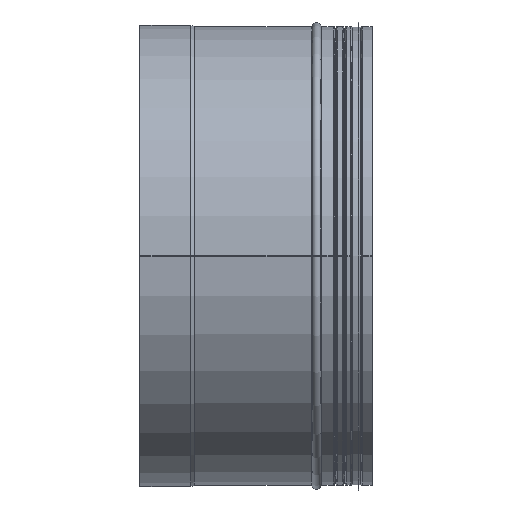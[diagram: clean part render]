
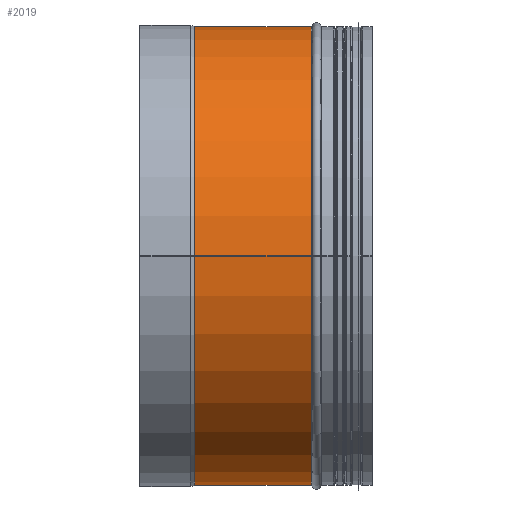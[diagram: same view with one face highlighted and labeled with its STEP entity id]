
A CAD part, left-side view. The second image highlights one B-rep face of the part: STEP entity #2019.
In plain terms, the highlighted cylindrical face has radius 316 mm (diameter 632 mm), a partial arc.
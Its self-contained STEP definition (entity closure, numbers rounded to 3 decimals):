
#175=CIRCLE('',#2245,316.);
#176=CIRCLE('',#2247,316.);
#262=LINE('',#3304,#380);
#279=LINE('',#3355,#397);
#380=VECTOR('',#2491,160.859);
#397=VECTOR('',#2540,160.859);
#531=FACE_BOUND('',#780,.T.);
#638=FACE_OUTER_BOUND('',#779,.T.);
#779=EDGE_LOOP('',(#1580,#1581,#1582,#1583));
#780=EDGE_LOOP('',(#1584));
#870=B_SPLINE_CURVE_WITH_KNOTS('',3,(#3119,#3120,#3121,#3122,#3123,#3124,
#3125,#3126,#3127,#3128,#3129,#3130,#3131,#3132,#3133,#3134,#3135,#3136,
#3137,#3138,#3139,#3140,#3141,#3142,#3143,#3144,#3145,#3146,#3147,#3148,
#3149,#3150,#3151,#3152,#3153,#3154,#3155,#3156,#3157,#3158,#3159,#3160,
#3161,#3162,#3163,#3164,#3165,#3166,#3167,#3168,#3169,#3170,#3171,#3172,
#3173,#3174,#3175,#3176,#3177,#3178,#3179,#3180,#3181,#3182,#3183,#3184),
 .UNSPECIFIED.,.T.,.F.,(4,2,2,2,2,2,2,2,2,2,2,2,2,2,2,2,2,2,2,2,2,2,2,2,
2,2,2,2,2,2,2,2,4),(0.,0.316,0.631,0.947,
1.262,1.578,1.893,2.209,2.524,
2.84,3.155,3.471,3.786,4.102,
4.418,4.733,5.049,5.364,5.68,
5.995,6.311,6.626,6.942,7.257,
7.573,7.888,8.204,8.52,8.835,
9.151,9.466,9.782,10.097),
 .UNSPECIFIED.);
#872=VERTEX_POINT('',#3118);
#911=VERTEX_POINT('',#3297);
#913=VERTEX_POINT('',#3303);
#929=VERTEX_POINT('',#3348);
#931=VERTEX_POINT('',#3354);
#1018=EDGE_CURVE('',#872,#872,#870,.T.);
#1077=EDGE_CURVE('',#913,#911,#262,.T.);
#1102=EDGE_CURVE('',#929,#931,#279,.T.);
#1197=EDGE_CURVE('',#929,#913,#175,.T.);
#1198=EDGE_CURVE('',#931,#911,#176,.T.);
#1580=ORIENTED_EDGE('',*,*,#1077,.T.);
#1581=ORIENTED_EDGE('',*,*,#1198,.F.);
#1582=ORIENTED_EDGE('',*,*,#1102,.F.);
#1583=ORIENTED_EDGE('',*,*,#1197,.T.);
#1584=ORIENTED_EDGE('',*,*,#1018,.T.);
#1781=CYLINDRICAL_SURFACE('',#2246,316.);
#2019=ADVANCED_FACE('',(#638,#531),#1781,.T.);
#2245=AXIS2_PLACEMENT_3D('',#3542,#2784,#2785);
#2246=AXIS2_PLACEMENT_3D('',#3543,#2786,#2787);
#2247=AXIS2_PLACEMENT_3D('',#3544,#2788,#2789);
#2491=DIRECTION('',(0.,-1.,0.));
#2540=DIRECTION('',(0.,-1.,0.));
#2784=DIRECTION('center_axis',(0.,-1.,0.));
#2785=DIRECTION('ref_axis',(-1.,0.,0.));
#2786=DIRECTION('center_axis',(0.,-1.,0.));
#2787=DIRECTION('ref_axis',(-1.,0.,0.));
#2788=DIRECTION('center_axis',(0.,-1.,0.));
#2789=DIRECTION('ref_axis',(-1.,0.,0.));
#3118=CARTESIAN_POINT('',(315.556,195.,16.75));
#3119=CARTESIAN_POINT('Ctrl Pts',(315.556,195.,16.75));
#3120=CARTESIAN_POINT('Ctrl Pts',(315.556,196.052,16.75));
#3121=CARTESIAN_POINT('Ctrl Pts',(315.561,197.139,16.649));
#3122=CARTESIAN_POINT('Ctrl Pts',(315.583,199.303,16.225));
#3123=CARTESIAN_POINT('Ctrl Pts',(315.6,200.379,15.902));
#3124=CARTESIAN_POINT('Ctrl Pts',(315.642,202.442,15.047));
#3125=CARTESIAN_POINT('Ctrl Pts',(315.667,203.431,14.515));
#3126=CARTESIAN_POINT('Ctrl Pts',(315.721,205.261,13.285));
#3127=CARTESIAN_POINT('Ctrl Pts',(315.75,206.101,12.588));
#3128=CARTESIAN_POINT('Ctrl Pts',(315.806,207.588,11.101));
#3129=CARTESIAN_POINT('Ctrl Pts',(315.835,208.285,10.261));
#3130=CARTESIAN_POINT('Ctrl Pts',(315.889,209.515,8.431));
#3131=CARTESIAN_POINT('Ctrl Pts',(315.914,210.047,7.442));
#3132=CARTESIAN_POINT('Ctrl Pts',(315.956,210.902,5.379));
#3133=CARTESIAN_POINT('Ctrl Pts',(315.973,211.225,4.303));
#3134=CARTESIAN_POINT('Ctrl Pts',(315.995,211.649,2.139));
#3135=CARTESIAN_POINT('Ctrl Pts',(316.,211.75,1.052));
#3136=CARTESIAN_POINT('Ctrl Pts',(316.,211.75,-1.052));
#3137=CARTESIAN_POINT('Ctrl Pts',(315.995,211.649,-2.139));
#3138=CARTESIAN_POINT('Ctrl Pts',(315.973,211.225,-4.303));
#3139=CARTESIAN_POINT('Ctrl Pts',(315.956,210.902,-5.379));
#3140=CARTESIAN_POINT('Ctrl Pts',(315.914,210.047,-7.442));
#3141=CARTESIAN_POINT('Ctrl Pts',(315.889,209.515,-8.431));
#3142=CARTESIAN_POINT('Ctrl Pts',(315.835,208.285,-10.261));
#3143=CARTESIAN_POINT('Ctrl Pts',(315.806,207.588,-11.101));
#3144=CARTESIAN_POINT('Ctrl Pts',(315.75,206.101,-12.588));
#3145=CARTESIAN_POINT('Ctrl Pts',(315.721,205.261,-13.285));
#3146=CARTESIAN_POINT('Ctrl Pts',(315.667,203.431,-14.515));
#3147=CARTESIAN_POINT('Ctrl Pts',(315.642,202.442,-15.047));
#3148=CARTESIAN_POINT('Ctrl Pts',(315.6,200.379,-15.902));
#3149=CARTESIAN_POINT('Ctrl Pts',(315.583,199.303,-16.225));
#3150=CARTESIAN_POINT('Ctrl Pts',(315.561,197.139,-16.649));
#3151=CARTESIAN_POINT('Ctrl Pts',(315.556,196.052,-16.75));
#3152=CARTESIAN_POINT('Ctrl Pts',(315.556,193.948,-16.75));
#3153=CARTESIAN_POINT('Ctrl Pts',(315.561,192.861,-16.649));
#3154=CARTESIAN_POINT('Ctrl Pts',(315.583,190.697,-16.225));
#3155=CARTESIAN_POINT('Ctrl Pts',(315.6,189.621,-15.902));
#3156=CARTESIAN_POINT('Ctrl Pts',(315.642,187.558,-15.047));
#3157=CARTESIAN_POINT('Ctrl Pts',(315.667,186.569,-14.515));
#3158=CARTESIAN_POINT('Ctrl Pts',(315.721,184.739,-13.285));
#3159=CARTESIAN_POINT('Ctrl Pts',(315.75,183.899,-12.588));
#3160=CARTESIAN_POINT('Ctrl Pts',(315.806,182.412,-11.101));
#3161=CARTESIAN_POINT('Ctrl Pts',(315.835,181.715,-10.261));
#3162=CARTESIAN_POINT('Ctrl Pts',(315.889,180.485,-8.431));
#3163=CARTESIAN_POINT('Ctrl Pts',(315.914,179.953,-7.442));
#3164=CARTESIAN_POINT('Ctrl Pts',(315.956,179.098,-5.379));
#3165=CARTESIAN_POINT('Ctrl Pts',(315.973,178.775,-4.303));
#3166=CARTESIAN_POINT('Ctrl Pts',(315.995,178.351,-2.139));
#3167=CARTESIAN_POINT('Ctrl Pts',(316.,178.25,-1.052));
#3168=CARTESIAN_POINT('Ctrl Pts',(316.,178.25,1.052));
#3169=CARTESIAN_POINT('Ctrl Pts',(315.995,178.351,2.139));
#3170=CARTESIAN_POINT('Ctrl Pts',(315.973,178.775,4.303));
#3171=CARTESIAN_POINT('Ctrl Pts',(315.956,179.098,5.379));
#3172=CARTESIAN_POINT('Ctrl Pts',(315.914,179.953,7.442));
#3173=CARTESIAN_POINT('Ctrl Pts',(315.889,180.485,8.431));
#3174=CARTESIAN_POINT('Ctrl Pts',(315.835,181.715,10.261));
#3175=CARTESIAN_POINT('Ctrl Pts',(315.806,182.412,11.101));
#3176=CARTESIAN_POINT('Ctrl Pts',(315.75,183.899,12.588));
#3177=CARTESIAN_POINT('Ctrl Pts',(315.721,184.739,13.285));
#3178=CARTESIAN_POINT('Ctrl Pts',(315.667,186.569,14.515));
#3179=CARTESIAN_POINT('Ctrl Pts',(315.642,187.558,15.047));
#3180=CARTESIAN_POINT('Ctrl Pts',(315.6,189.621,15.902));
#3181=CARTESIAN_POINT('Ctrl Pts',(315.583,190.697,16.225));
#3182=CARTESIAN_POINT('Ctrl Pts',(315.561,192.861,16.649));
#3183=CARTESIAN_POINT('Ctrl Pts',(315.556,193.948,16.75));
#3184=CARTESIAN_POINT('Ctrl Pts',(315.556,195.,16.75));
#3297=CARTESIAN_POINT('',(-316.,83.828,0.552));
#3303=CARTESIAN_POINT('',(-316.,244.688,0.552));
#3304=CARTESIAN_POINT('',(-316.,244.688,0.552));
#3348=CARTESIAN_POINT('',(-316.,244.688,0.));
#3354=CARTESIAN_POINT('',(-316.,83.828,0.));
#3355=CARTESIAN_POINT('',(-316.,244.688,0.));
#3542=CARTESIAN_POINT('Origin',(0.,244.688,0.));
#3543=CARTESIAN_POINT('Origin',(0.,155.162,0.));
#3544=CARTESIAN_POINT('Origin',(0.,83.828,0.));
